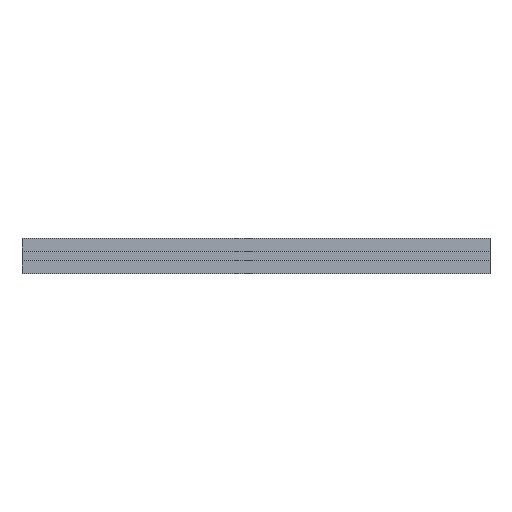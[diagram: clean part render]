
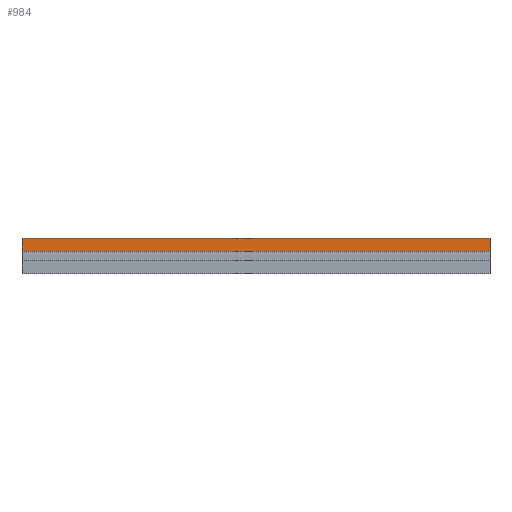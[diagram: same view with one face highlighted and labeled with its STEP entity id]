
A CAD part, top view. The second image highlights one B-rep face of the part: STEP entity #984.
In plain terms, the highlighted planar face has unit normal (0, 0, 1).
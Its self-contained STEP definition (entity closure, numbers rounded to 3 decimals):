
#11=DIRECTION('',(0.,-1.,0.));
#12=VECTOR('',#11,10.95);
#13=CARTESIAN_POINT('',(-200.,15.,15.));
#14=LINE('',#13,#12);
#205=DIRECTION('',(0.,-1.,0.));
#206=VECTOR('',#205,10.95);
#207=CARTESIAN_POINT('',(200.,15.,15.));
#208=LINE('',#207,#206);
#381=DIRECTION('',(1.,0.,0.));
#382=VECTOR('',#381,400.);
#383=CARTESIAN_POINT('',(-200.,15.,15.));
#384=LINE('',#383,#382);
#553=DIRECTION('',(1.,0.,0.));
#554=VECTOR('',#553,400.);
#555=CARTESIAN_POINT('',(-200.,4.05,15.));
#556=LINE('',#555,#554);
#561=CARTESIAN_POINT('',(-200.,15.,15.));
#562=CARTESIAN_POINT('',(-200.,4.05,15.));
#563=VERTEX_POINT('',#561);
#564=VERTEX_POINT('',#562);
#653=CARTESIAN_POINT('',(200.,15.,15.));
#654=CARTESIAN_POINT('',(200.,4.05,15.));
#655=VERTEX_POINT('',#653);
#656=VERTEX_POINT('',#654);
#971=CARTESIAN_POINT('',(-200.,15.,15.));
#972=DIRECTION('',(0.,0.,1.));
#973=DIRECTION('',(0.,-1.,0.));
#974=AXIS2_PLACEMENT_3D('',#971,#972,#973);
#975=PLANE('',#974);
#976=ORIENTED_EDGE('',*,*,#746,.F.);
#978=ORIENTED_EDGE('',*,*,#977,.T.);
#979=ORIENTED_EDGE('',*,*,#876,.T.);
#981=ORIENTED_EDGE('',*,*,#980,.F.);
#982=EDGE_LOOP('',(#976,#978,#979,#981));
#983=FACE_OUTER_BOUND('',#982,.F.);
#984=ADVANCED_FACE('',(#983),#975,.T.);
#746=EDGE_CURVE('',#563,#564,#14,.T.);
#876=EDGE_CURVE('',#655,#656,#208,.T.);
#977=EDGE_CURVE('',#563,#655,#384,.T.);
#980=EDGE_CURVE('',#564,#656,#556,.T.);
